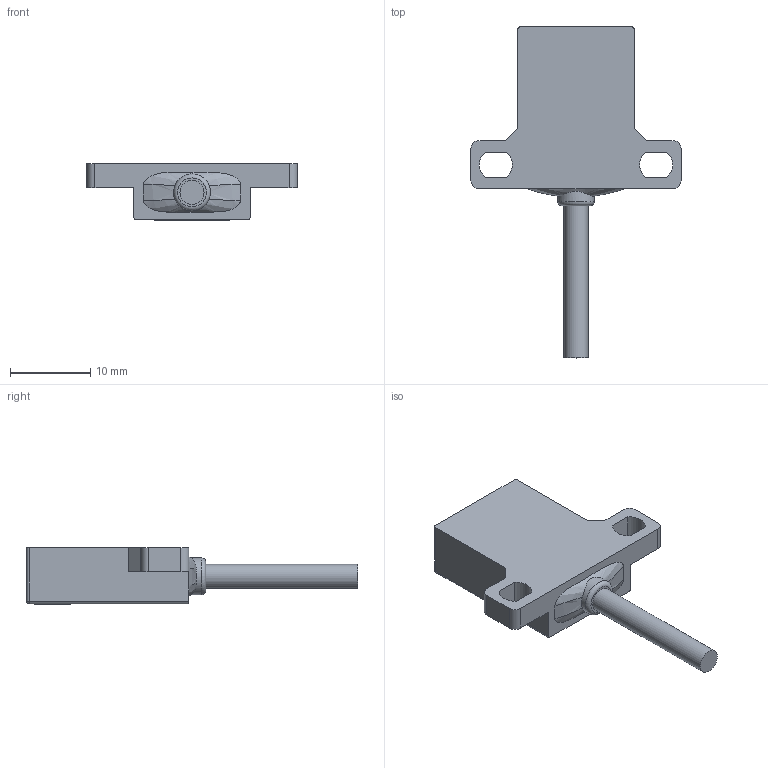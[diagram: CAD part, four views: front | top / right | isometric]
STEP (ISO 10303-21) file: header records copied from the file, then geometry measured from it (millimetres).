
FILE_DESCRIPTION(/* description */ (''),/* implementation_level */ '2;1');
FILE_NAME(/* name */ 'FPW-U10 3D.stp',/* time_stamp */ '2021-07-22T10:14:53+08:00',/* author */ (''),/* organization */ (''),/* preprocessor_version */ 'ST-DEVELOPER v14',/* originating_system */ 'SIEMENS PLM Software NX 8.0',/* authorisation */ '');
FILE_SCHEMA (('AUTOMOTIVE_DESIGN { 1 0 10303 214 3 1 1 1 }'));
Length unit declared in the file: millimetre
Products named in the file (1): Admi43D89864me2a
Bounding box: 26.2 x 41.4 x 7.1 mm (x, y, z)
Volume: 2373.7 mm3; surface area: 1515.4 mm2
Topology: 1 solids, 1 shells, 83 faces, 211 edges, 137 vertices
Faces by surface type: plane 61, cylinder 17, sphere 2, bspline 2, torus 1
Full cylindrical faces by diameter (mm): 3 x1, 4.6 x1
Entity records: 3090 total; most frequent: CARTESIAN_POINT 1068, ORIENTED_EDGE 410, DIRECTION 389, EDGE_CURVE 205, LINE 165, VECTOR 165, VERTEX_POINT 136, AXIS2_PLACEMENT_3D 112
